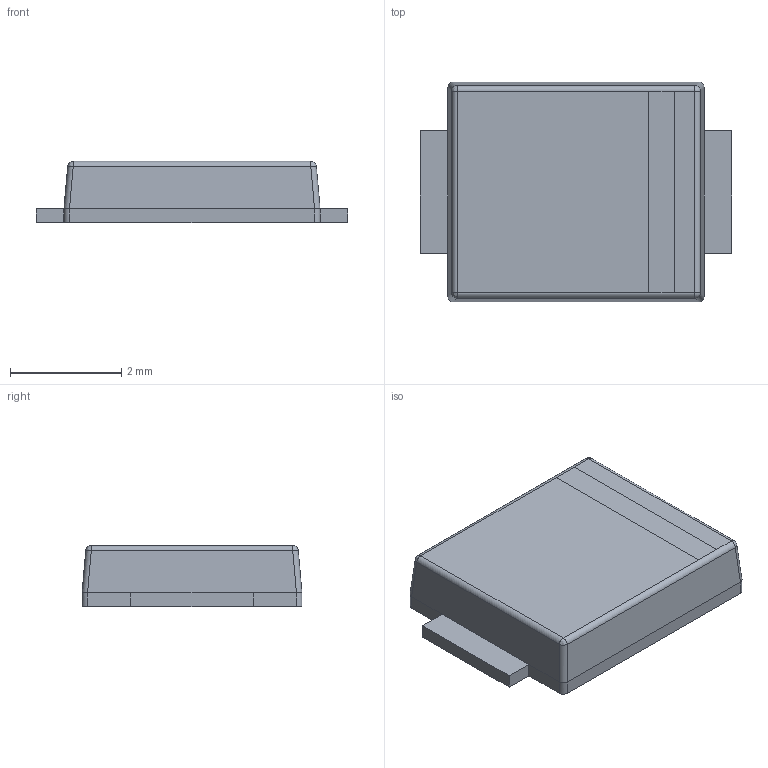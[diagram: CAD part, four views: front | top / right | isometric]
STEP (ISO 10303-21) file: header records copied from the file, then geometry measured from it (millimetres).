
FILE_DESCRIPTION(('STEP AP214'), '1');
FILE_NAME('DO-221BA', '2016-07-02T12:30:52', ('Nobody'), (''), 'ASCON STEP Converter 1.3', 'ASCON Math Kernel', '');
FILE_SCHEMA(('AUTOMOTIVE_DESIGN { 1 0 10303 214 3 1 1}'));
Length unit declared in the file: millimetre
Bounding box: 5.6 x 3.95 x 1.1 mm (x, y, z)
Volume: 20 mm3; surface area: 85.9 mm2
Topology: 3 solids, 3 shells, 58 faces, 144 edges, 90 vertices
Faces by surface type: plane 42, cylinder 12, bspline 2, sphere 2
Entity records: 2196 total; most frequent: CARTESIAN_POINT 331, DIRECTION 266, ORIENTED_EDGE 264, EDGE_CURVE 132, LINE 120, VECTOR 120, VERTEX_POINT 80, AXIS2_PLACEMENT_3D 73
